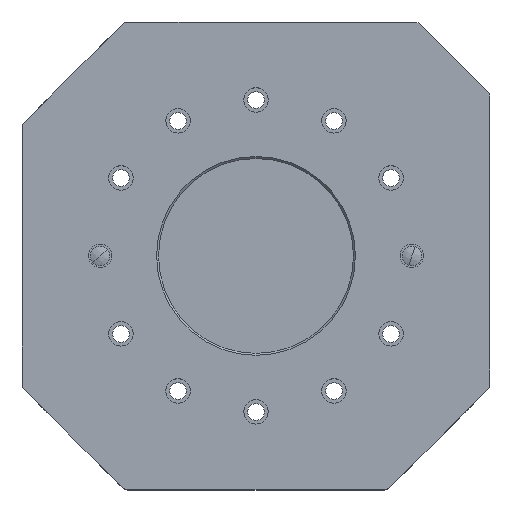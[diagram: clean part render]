
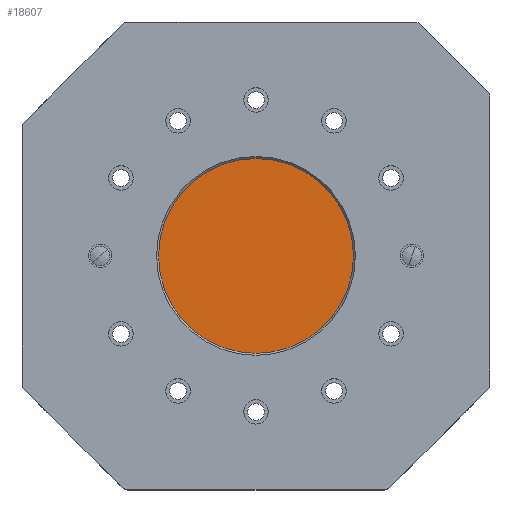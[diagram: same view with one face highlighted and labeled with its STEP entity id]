
A CAD part, top view. The second image highlights one B-rep face of the part: STEP entity #18607.
In plain terms, the highlighted planar face has unit normal (0, 0, 1).
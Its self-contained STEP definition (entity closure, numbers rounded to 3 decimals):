
#13 = EDGE_CURVE ( 'NONE', #9973, #5355, #12452, .T. ) ;
#2921 = EDGE_LOOP ( 'NONE', ( #14790, #16838 ) ) ;
#3719 = DIRECTION ( 'NONE',  ( 0., 0., 1. ) ) ;
#3883 = CIRCLE ( 'NONE', #21491, 50. ) ;
#5355 = VERTEX_POINT ( 'NONE', #13039 ) ;
#9973 = VERTEX_POINT ( 'NONE', #15956 ) ;
#11629 = FACE_OUTER_BOUND ( 'NONE', #2921, .T. ) ;
#12452 = CIRCLE ( 'NONE', #20077, 50. ) ;
#12869 = EDGE_CURVE ( 'NONE', #5355, #9973, #3883, .T. ) ;
#13039 = CARTESIAN_POINT ( 'NONE',  ( -50., 0., 41.5 ) ) ;
#14790 = ORIENTED_EDGE ( 'NONE', *, *, #13, .T. ) ;
#15748 = CARTESIAN_POINT ( 'NONE',  ( 0., 0., 41.5 ) ) ;
#15956 = CARTESIAN_POINT ( 'NONE',  ( 50., 0., 41.5 ) ) ;
#16838 = ORIENTED_EDGE ( 'NONE', *, *, #12869, .T. ) ;
#18607 = ADVANCED_FACE ( 'NONE', ( #11629 ), #21630, .T. ) ;
#20077 = AXIS2_PLACEMENT_3D ( 'NONE', #22859, #23006, #23287 ) ;
#20128 = DIRECTION ( 'NONE',  ( 1., 0., 0. ) ) ;
#20154 = DIRECTION ( 'NONE',  ( 0., 0., 1. ) ) ;
#20213 = CARTESIAN_POINT ( 'NONE',  ( 0., 0., 41.5 ) ) ;
#20575 = AXIS2_PLACEMENT_3D ( 'NONE', #15748, #3719, #22224 ) ;
#21491 = AXIS2_PLACEMENT_3D ( 'NONE', #20213, #20154, #20128 ) ;
#21630 = PLANE ( 'NONE',  #20575 ) ;
#22224 = DIRECTION ( 'NONE',  ( 1., 0., 0. ) ) ;
#22859 = CARTESIAN_POINT ( 'NONE',  ( 0., 0., 41.5 ) ) ;
#23006 = DIRECTION ( 'NONE',  ( 0., 0., 1. ) ) ;
#23287 = DIRECTION ( 'NONE',  ( 1., 0., 0. ) ) ;
